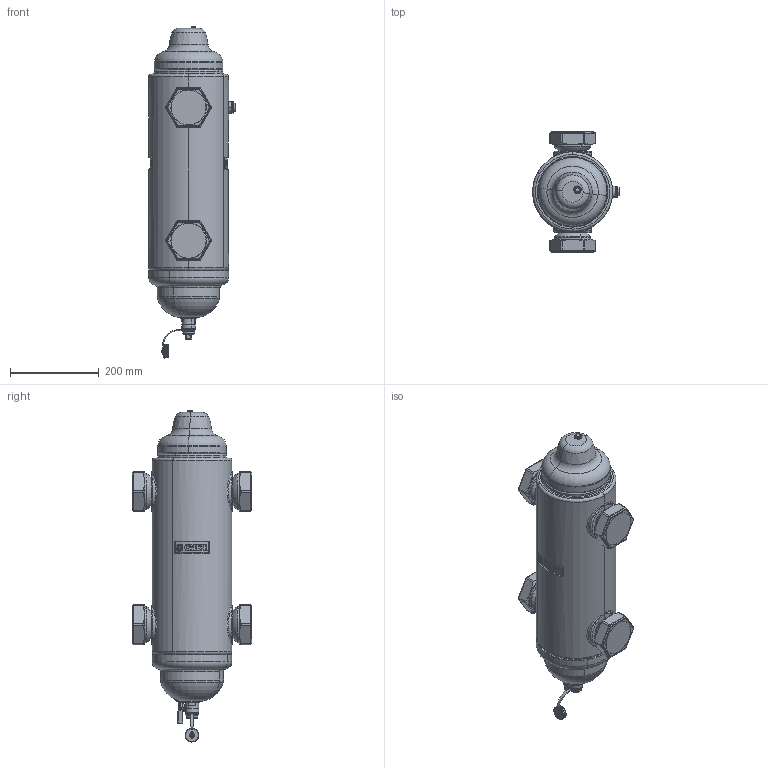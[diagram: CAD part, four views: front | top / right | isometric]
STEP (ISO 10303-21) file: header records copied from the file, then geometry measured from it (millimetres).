
FILE_DESCRIPTION(('CATIA V5 STEP Exchange','CAx-IF Rec.Pracs.--- Model Styling and Organization---1.4--- 2014-01-23','CAx-IF Rec.Pracs.---3D Tessellated Data Validation Properties---0.5---2014-09-14'),'2;1');
FILE_NAME('STEP_549509US_-_TST.stp','2020-06-19T09:55:46+00:00',('none'),('none'),'CATIA Version 5-6 Release 2019 SP3','CATIA V5 STEP AP242 v1','none');
FILE_SCHEMA(('AP242_MANAGED_MODEL_BASED_3D_ENGINEERING_MIM_LF {1 0 10303 442 1 1 4}'));
Products named in the file (1): 549509US - TST
Bounding box: 195.27 x 270 x 747.94 mm (x, y, z)
Volume: 15087516.1 mm3; surface area: 1132942.4 mm2
Topology: 6 solids, 10 shells, 5226 faces, 13190 edges, 7951 vertices
Faces by surface type: cylinder 2348, plane 1165, bspline 811, torus 627, cone 182, sphere 89, revolution 4
Entity records: 210901 total; most frequent: CARTESIAN_POINT 101336, ORIENTED_EDGE 26190, DIRECTION 14034, EDGE_CURVE 13095, VERTEX_POINT 7951, AXIS2_PLACEMENT_3D 7064, EDGE_LOOP 5347, ADVANCED_FACE 5226
